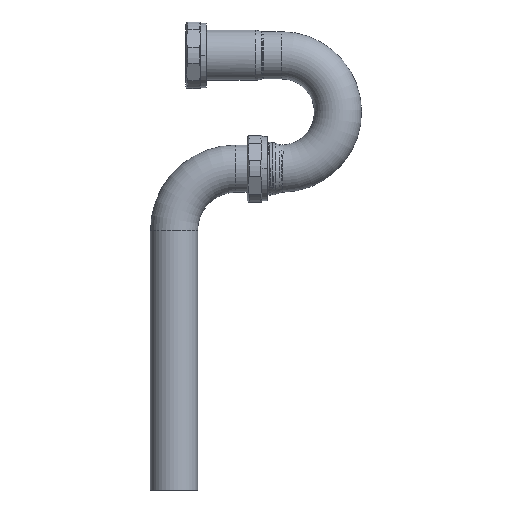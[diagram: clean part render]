
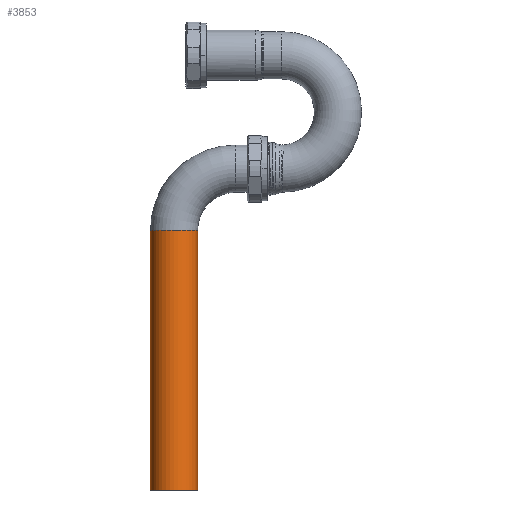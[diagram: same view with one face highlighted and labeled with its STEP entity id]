
A CAD part, left-side view. The second image highlights one B-rep face of the part: STEP entity #3853.
In plain terms, the highlighted cylindrical face has radius 15.875 mm (diameter 31.75 mm), a partial arc.
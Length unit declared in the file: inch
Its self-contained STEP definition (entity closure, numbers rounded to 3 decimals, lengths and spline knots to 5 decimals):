
#1547=CARTESIAN_POINT('',(0.,2.835,-3.13));
#1548=DIRECTION('',(0.,0.,-1.));
#1549=DIRECTION('',(0.,-1.,0.));
#1550=AXIS2_PLACEMENT_3D('',#1547,#1548,#1549);
#1552=DIRECTION('',(0.,0.,-1.));
#1553=VECTOR('',#1552,6.87);
#1554=CARTESIAN_POINT('',(0.,2.21,-3.13));
#1555=LINE('',#1554,#1553);
#1561=DIRECTION('',(0.,0.,-1.));
#1562=VECTOR('',#1561,6.87);
#1563=CARTESIAN_POINT('',(0.,3.46,-3.13));
#1564=LINE('',#1563,#1562);
#1565=CARTESIAN_POINT('',(0.,2.835,-10.));
#1566=DIRECTION('',(0.,0.,-1.));
#1567=DIRECTION('',(0.,-1.,0.));
#1568=AXIS2_PLACEMENT_3D('',#1565,#1566,#1567);
#1944=CARTESIAN_POINT('',(0.,2.21,-3.13));
#1945=CARTESIAN_POINT('',(0.,3.46,-3.13));
#1946=VERTEX_POINT('',#1944);
#1947=VERTEX_POINT('',#1945);
#1948=CARTESIAN_POINT('',(0.,2.21,-10.));
#1949=CARTESIAN_POINT('',(0.,3.46,-10.));
#1950=VERTEX_POINT('',#1948);
#1951=VERTEX_POINT('',#1949);
#3839=CARTESIAN_POINT('',(0.,2.835,-3.13));
#3840=DIRECTION('',(0.,0.,-1.));
#3841=DIRECTION('',(0.,-1.,0.));
#3842=AXIS2_PLACEMENT_3D('',#3839,#3840,#3841);
#3843=CYLINDRICAL_SURFACE('',#3842,0.625);
#3844=ORIENTED_EDGE('',*,*,#3833,.F.);
#3846=ORIENTED_EDGE('',*,*,#3845,.T.);
#3848=ORIENTED_EDGE('',*,*,#3847,.T.);
#3850=ORIENTED_EDGE('',*,*,#3849,.F.);
#3851=EDGE_LOOP('',(#3844,#3846,#3848,#3850));
#3852=FACE_OUTER_BOUND('',#3851,.F.);
#3853=ADVANCED_FACE('',(#3852),#3843,.T.);
#1551=CIRCLE('',#1550,0.625);
#1569=CIRCLE('',#1568,0.625);
#3833=EDGE_CURVE('',#1946,#1947,#1551,.T.);
#3845=EDGE_CURVE('',#1946,#1950,#1555,.T.);
#3847=EDGE_CURVE('',#1950,#1951,#1569,.T.);
#3849=EDGE_CURVE('',#1947,#1951,#1564,.T.);
